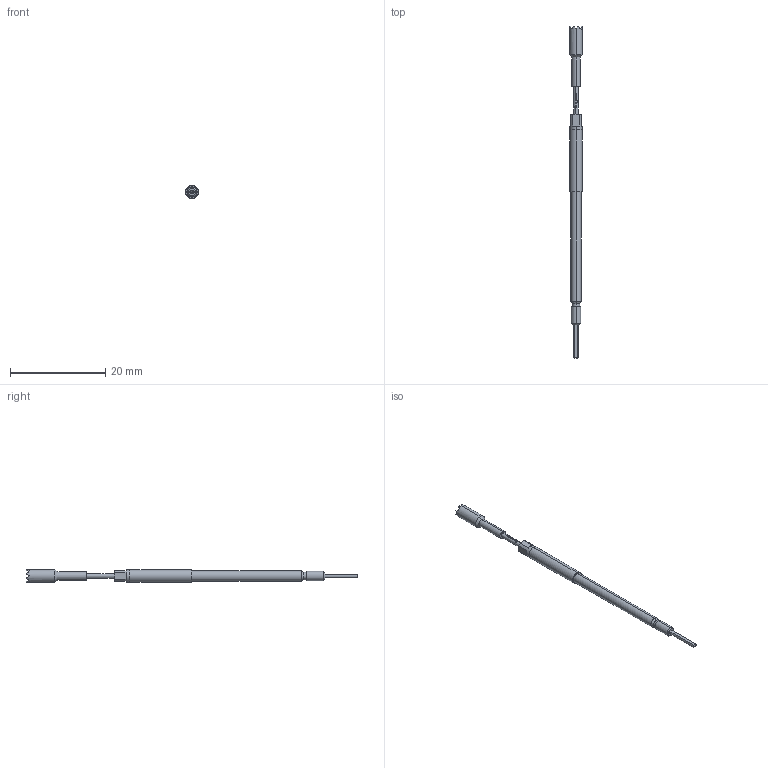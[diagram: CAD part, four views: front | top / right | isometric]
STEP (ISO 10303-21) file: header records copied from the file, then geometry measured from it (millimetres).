
FILE_DESCRIPTION (( 'STEP AP203' ), '1' );
FILE_NAME ('INGUN_VF3-206_270_A_405_xx.STEP', '2022-02-22T14:49:08', ( 'ochi' ), ( '' ), 'SwSTEP 2.0', 'SolidWorks 2018', '' );
FILE_SCHEMA (( 'CONFIG_CONTROL_DESIGN' ));
Length unit declared in the file: millimetre
Products named in the file (1): INGUN_VF3-206_270_A_405_xx
Bounding box: 2.7 x 69.7 x 2.7 mm (x, y, z)
Volume: 239.1 mm3; surface area: 463.4 mm2
Topology: 1 solids, 1 shells, 176 faces, 431 edges, 260 vertices
Faces by surface type: plane 76, bspline 58, cylinder 28, cone 14
Entity records: 6172 total; most frequent: CARTESIAN_POINT 2658, ORIENTED_EDGE 858, DIRECTION 471, EDGE_CURVE 429, VERTEX_POINT 260, B_SPLINE_CURVE_WITH_KNOTS 212, EDGE_LOOP 181, ADVANCED_FACE 176
